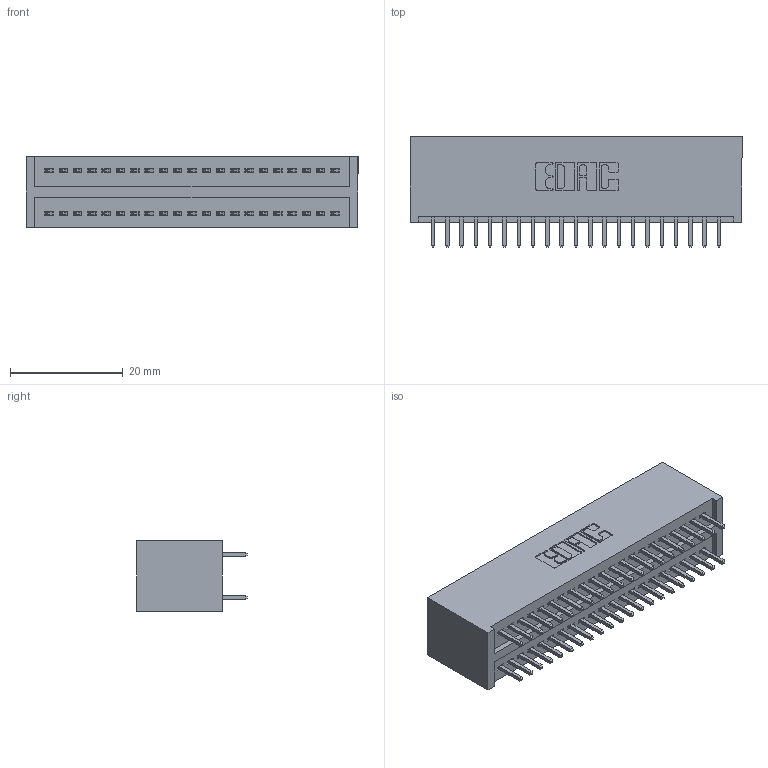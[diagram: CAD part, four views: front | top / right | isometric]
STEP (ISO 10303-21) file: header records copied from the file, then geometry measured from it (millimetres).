
FILE_DESCRIPTION (( 'STEP AP203' ), '1' );
FILE_NAME ('325-042-520-201.STEP', '2020-02-24T21:55:59', ( '' ), ( '' ), 'SwSTEP 2.0', 'SolidWorks 2016', '' );
FILE_SCHEMA (( 'CONFIG_CONTROL_DESIGN' ));
Length unit declared in the file: inch
Products named in the file (3): 325-042-520-201; 325-292-001_325-293-120; 325 Part_Lugless
Assembly tree (43 placements, depth 2):
  325-042-520-201
    325 Part_Lugless
    325-292-001_325-293-120  x42
Bounding box: 58.98 x 19.68 x 12.45 mm (x, y, z)
Volume: 8025.3 mm3; surface area: 9791.8 mm2
Topology: 43 solids, 43 shells, 2290 faces, 6797 edges, 4474 vertices
Faces by surface type: plane 1578, cylinder 712
Entity records: 15967 total; most frequent: CARTESIAN_POINT 2670, ORIENTED_EDGE 2606, DIRECTION 2311, EDGE_CURVE 1303, LINE 1183, VECTOR 1183, VERTEX_POINT 866, AXIS2_PLACEMENT_3D 564
